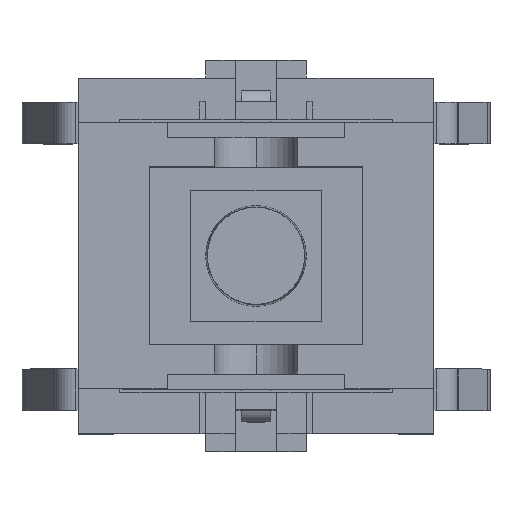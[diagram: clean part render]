
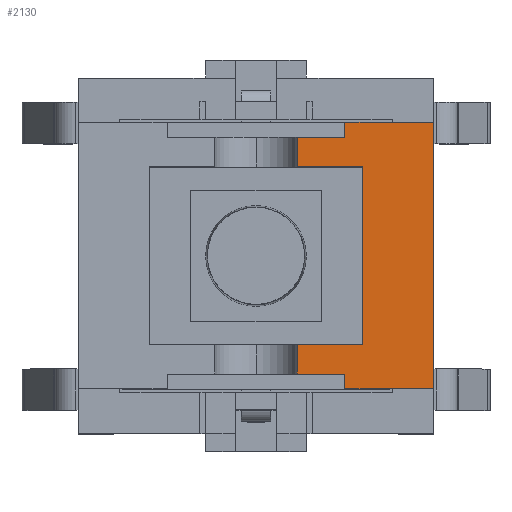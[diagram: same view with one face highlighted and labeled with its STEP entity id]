
A CAD part, top view. The second image highlights one B-rep face of the part: STEP entity #2130.
In plain terms, the highlighted planar face has unit normal (0, 0, 1).
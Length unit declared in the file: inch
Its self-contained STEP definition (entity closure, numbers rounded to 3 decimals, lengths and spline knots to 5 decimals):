
#556 = EDGE_LOOP ( 'NONE', ( #4527, #12686, #13394, #11033, #5628, #4058, #924, #8862, #4561, #7347, #7797, #1581 ) ) ;
#638 = DIRECTION ( 'NONE',  ( 1., 0., 0. ) ) ;
#843 = CARTESIAN_POINT ( 'NONE',  ( 0.11811, -0.09744, 0.28346 ) ) ;
#924 = ORIENTED_EDGE ( 'NONE', *, *, #2410, .F. ) ;
#1136 = VERTEX_POINT ( 'NONE', #10141 ) ;
#1415 = DIRECTION ( 'NONE',  ( 0., -1., 0. ) ) ;
#1508 = VERTEX_POINT ( 'NONE', #3246 ) ;
#1528 = DIRECTION ( 'NONE',  ( -1., 0., 0. ) ) ;
#1581 = ORIENTED_EDGE ( 'NONE', *, *, #12607, .T. ) ;
#2034 = LINE ( 'NONE', #5397, #7122 ) ;
#2062 = EDGE_CURVE ( 'NONE', #12502, #1508, #7951, .T. ) ;
#2130 = ADVANCED_FACE ( 'NONE', ( #12512 ), #6980, .T. ) ;
#2305 = CARTESIAN_POINT ( 'NONE',  ( 0.05906, 0.07874, 0.28346 ) ) ;
#2397 = DIRECTION ( 'NONE',  ( 1., 0., 0. ) ) ;
#2410 = EDGE_CURVE ( 'NONE', #12493, #3018, #6431, .T. ) ;
#2521 = VERTEX_POINT ( 'NONE', #3376 ) ;
#2532 = CARTESIAN_POINT ( 'NONE',  ( 0.05906, -0.09744, 0.28346 ) ) ;
#2657 = LINE ( 'NONE', #4729, #10207 ) ;
#2689 = CARTESIAN_POINT ( 'NONE',  ( 0.02756, -0.05906, 0.28346 ) ) ;
#2887 = VECTOR ( 'NONE', #9806, 39.37008 ) ;
#2953 = CARTESIAN_POINT ( 'NONE',  ( 0.07087, -0.05906, 0.28346 ) ) ;
#3018 = VERTEX_POINT ( 'NONE', #10198 ) ;
#3034 = VECTOR ( 'NONE', #1528, 39.37008 ) ;
#3246 = CARTESIAN_POINT ( 'NONE',  ( 0.05906, -0.08858, 0.28346 ) ) ;
#3283 = CARTESIAN_POINT ( 'NONE',  ( 0.07087, 0.05906, 0.28346 ) ) ;
#3376 = CARTESIAN_POINT ( 'NONE',  ( 0.05906, 0.08858, 0.28346 ) ) ;
#3616 = VECTOR ( 'NONE', #8892, 39.37008 ) ;
#3634 = LINE ( 'NONE', #11929, #12630 ) ;
#3759 = VERTEX_POINT ( 'NONE', #8179 ) ;
#4058 = ORIENTED_EDGE ( 'NONE', *, *, #12642, .T. ) ;
#4174 = LINE ( 'NONE', #13093, #10447 ) ;
#4237 = VECTOR ( 'NONE', #13281, 39.37008 ) ;
#4310 = DIRECTION ( 'NONE',  ( -1., 0., 0. ) ) ;
#4527 = ORIENTED_EDGE ( 'NONE', *, *, #9659, .T. ) ;
#4561 = ORIENTED_EDGE ( 'NONE', *, *, #8728, .T. ) ;
#4612 = CARTESIAN_POINT ( 'NONE',  ( 0.07795, 0.05906, 0.28346 ) ) ;
#4729 = CARTESIAN_POINT ( 'NONE',  ( 0.02756, -0.09744, 0.28346 ) ) ;
#4816 = DIRECTION ( 'NONE',  ( 0., -1., 0. ) ) ;
#4970 = CARTESIAN_POINT ( 'NONE',  ( 0.12264, -0.08858, 0.28346 ) ) ;
#5130 = CARTESIAN_POINT ( 'NONE',  ( 0.12264, 0.07874, 0.28346 ) ) ;
#5397 = CARTESIAN_POINT ( 'NONE',  ( 0.12264, 0.08858, 0.28346 ) ) ;
#5549 = CARTESIAN_POINT ( 'NONE',  ( 0.11811, 0.08858, 0.28346 ) ) ;
#5628 = ORIENTED_EDGE ( 'NONE', *, *, #2062, .T. ) ;
#5682 = CARTESIAN_POINT ( 'NONE',  ( 0.05906, -0.09744, 0.28346 ) ) ;
#6431 = LINE ( 'NONE', #843, #2887 ) ;
#6459 = VERTEX_POINT ( 'NONE', #2689 ) ;
#6795 = VERTEX_POINT ( 'NONE', #2305 ) ;
#6980 = PLANE ( 'NONE',  #7535 ) ;
#7119 = DIRECTION ( 'NONE',  ( 0., -1., 0. ) ) ;
#7122 = VECTOR ( 'NONE', #4310, 39.37008 ) ;
#7161 = VERTEX_POINT ( 'NONE', #7181 ) ;
#7181 = CARTESIAN_POINT ( 'NONE',  ( 0.02756, 0.07874, 0.28346 ) ) ;
#7270 = DIRECTION ( 'NONE',  ( 0., 0., 1. ) ) ;
#7347 = ORIENTED_EDGE ( 'NONE', *, *, #8428, .T. ) ;
#7535 = AXIS2_PLACEMENT_3D ( 'NONE', #10682, #7270, #11726 ) ;
#7629 = LINE ( 'NONE', #11918, #4237 ) ;
#7797 = ORIENTED_EDGE ( 'NONE', *, *, #13926, .T. ) ;
#7906 = DIRECTION ( 'NONE',  ( -1., 0., 0. ) ) ;
#7951 = LINE ( 'NONE', #5682, #8677 ) ;
#8112 = LINE ( 'NONE', #2532, #13575 ) ;
#8179 = CARTESIAN_POINT ( 'NONE',  ( 0.02756, 0.05906, 0.28346 ) ) ;
#8340 = EDGE_CURVE ( 'NONE', #1136, #12502, #3634, .T. ) ;
#8428 = EDGE_CURVE ( 'NONE', #6795, #7161, #10511, .T. ) ;
#8524 = VECTOR ( 'NONE', #12692, 39.37008 ) ;
#8677 = VECTOR ( 'NONE', #4816, 39.37008 ) ;
#8728 = EDGE_CURVE ( 'NONE', #2521, #6795, #8112, .T. ) ;
#8862 = ORIENTED_EDGE ( 'NONE', *, *, #12422, .T. ) ;
#8892 = DIRECTION ( 'NONE',  ( 0., -1., 0. ) ) ;
#9277 = LINE ( 'NONE', #4970, #8524 ) ;
#9659 = EDGE_CURVE ( 'NONE', #9943, #13091, #7629, .T. ) ;
#9690 = VECTOR ( 'NONE', #2397, 39.37008 ) ;
#9806 = DIRECTION ( 'NONE',  ( 0., -1., 0. ) ) ;
#9943 = VERTEX_POINT ( 'NONE', #3283 ) ;
#10141 = CARTESIAN_POINT ( 'NONE',  ( 0.02756, -0.07874, 0.28346 ) ) ;
#10198 = CARTESIAN_POINT ( 'NONE',  ( 0.11811, -0.08858, 0.28346 ) ) ;
#10207 = VECTOR ( 'NONE', #7119, 39.37008 ) ;
#10447 = VECTOR ( 'NONE', #7906, 39.37008 ) ;
#10511 = LINE ( 'NONE', #5130, #3034 ) ;
#10682 = CARTESIAN_POINT ( 'NONE',  ( 0.12264, -0.09744, 0.28346 ) ) ;
#11033 = ORIENTED_EDGE ( 'NONE', *, *, #8340, .T. ) ;
#11726 = DIRECTION ( 'NONE',  ( 1., 0., 0. ) ) ;
#11918 = CARTESIAN_POINT ( 'NONE',  ( 0.07087, -0.09744, 0.28346 ) ) ;
#11929 = CARTESIAN_POINT ( 'NONE',  ( 0.12264, -0.07874, 0.28346 ) ) ;
#12381 = LINE ( 'NONE', #4612, #9690 ) ;
#12422 = EDGE_CURVE ( 'NONE', #12493, #2521, #2034, .T. ) ;
#12493 = VERTEX_POINT ( 'NONE', #5549 ) ;
#12502 = VERTEX_POINT ( 'NONE', #13458 ) ;
#12512 = FACE_OUTER_BOUND ( 'NONE', #556, .T. ) ;
#12547 = EDGE_CURVE ( 'NONE', #6459, #1136, #13674, .T. ) ;
#12607 = EDGE_CURVE ( 'NONE', #3759, #9943, #12381, .T. ) ;
#12630 = VECTOR ( 'NONE', #638, 39.37008 ) ;
#12642 = EDGE_CURVE ( 'NONE', #1508, #3018, #9277, .T. ) ;
#12686 = ORIENTED_EDGE ( 'NONE', *, *, #14375, .T. ) ;
#12692 = DIRECTION ( 'NONE',  ( 1., 0., 0. ) ) ;
#13091 = VERTEX_POINT ( 'NONE', #2953 ) ;
#13093 = CARTESIAN_POINT ( 'NONE',  ( 0.07795, -0.05906, 0.28346 ) ) ;
#13281 = DIRECTION ( 'NONE',  ( 0., -1., 0. ) ) ;
#13382 = CARTESIAN_POINT ( 'NONE',  ( 0.02756, -0.09744, 0.28346 ) ) ;
#13394 = ORIENTED_EDGE ( 'NONE', *, *, #12547, .T. ) ;
#13458 = CARTESIAN_POINT ( 'NONE',  ( 0.05906, -0.07874, 0.28346 ) ) ;
#13575 = VECTOR ( 'NONE', #1415, 39.37008 ) ;
#13674 = LINE ( 'NONE', #13382, #3616 ) ;
#13926 = EDGE_CURVE ( 'NONE', #7161, #3759, #2657, .T. ) ;
#14375 = EDGE_CURVE ( 'NONE', #13091, #6459, #4174, .T. ) ;
